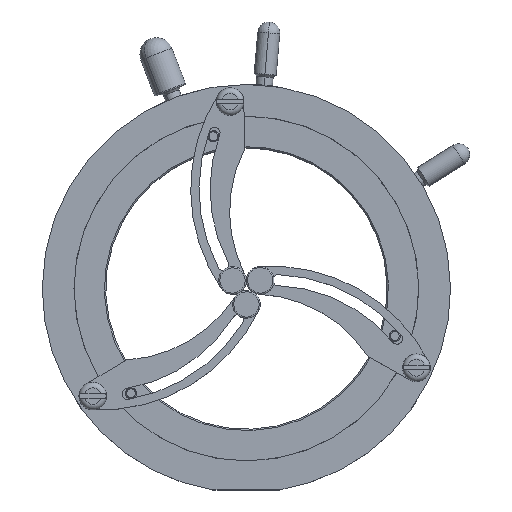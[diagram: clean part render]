
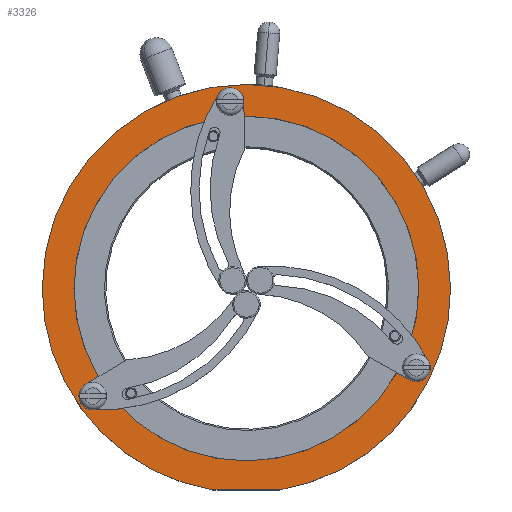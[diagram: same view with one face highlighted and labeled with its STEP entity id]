
A CAD part, top view. The second image highlights one B-rep face of the part: STEP entity #3326.
In plain terms, the highlighted planar face has unit normal (0, 0, 1).
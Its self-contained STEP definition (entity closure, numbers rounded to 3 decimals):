
#13 = FACE_BOUND ( 'NONE', #11452, .T. ) ;
#45 = CIRCLE ( 'NONE', #1986, 37. ) ;
#77 = DIRECTION ( 'NONE',  ( -1., 0., 0. ) ) ;
#109 = CARTESIAN_POINT ( 'NONE',  ( 30.814, 22.131, 8. ) ) ;
#147 = AXIS2_PLACEMENT_3D ( 'NONE', #6108, #8902, #525 ) ;
#471 = ORIENTED_EDGE ( 'NONE', *, *, #10035, .F. ) ;
#525 = DIRECTION ( 'NONE',  ( 1., 0., 0. ) ) ;
#650 = VERTEX_POINT ( 'NONE', #2574 ) ;
#1049 = EDGE_LOOP ( 'NONE', ( #9221, #5352, #8055, #8153 ) ) ;
#1052 = AXIS2_PLACEMENT_3D ( 'NONE', #5654, #3825, #3716 ) ;
#1076 = ORIENTED_EDGE ( 'NONE', *, *, #8048, .F. ) ;
#1098 = CARTESIAN_POINT ( 'NONE',  ( 0., 36.5, 8. ) ) ;
#1157 = CARTESIAN_POINT ( 'NONE',  ( -28.726, 18.514, 8. ) ) ;
#1177 = EDGE_CURVE ( 'NONE', #4241, #650, #11916, .T. ) ;
#1299 = AXIS2_PLACEMENT_3D ( 'NONE', #7025, #1418, #11795 ) ;
#1418 = DIRECTION ( 'NONE',  ( 0., 0., 1. ) ) ;
#1484 = EDGE_LOOP ( 'NONE', ( #6272, #9987 ) ) ;
#1536 = VECTOR ( 'NONE', #4082, 1000. ) ;
#1574 = CARTESIAN_POINT ( 'NONE',  ( 6.062, 0., 8. ) ) ;
#1617 = AXIS2_PLACEMENT_3D ( 'NONE', #11391, #8598, #2099 ) ;
#1649 = DIRECTION ( 'NONE',  ( 0., 0., -1. ) ) ;
#1692 = DIRECTION ( 'NONE',  ( 1., 0., 0. ) ) ;
#1708 = AXIS2_PLACEMENT_3D ( 'NONE', #7073, #10875, #9075 ) ;
#1986 = AXIS2_PLACEMENT_3D ( 'NONE', #1098, #5835, #6759 ) ;
#2099 = DIRECTION ( 'NONE',  ( -0.5, 0.866, 0. ) ) ;
#2110 = VERTEX_POINT ( 'NONE', #5775 ) ;
#2176 = CARTESIAN_POINT ( 'NONE',  ( 37., 36.5, 8. ) ) ;
#2318 = EDGE_CURVE ( 'NONE', #5528, #3679, #3843, .T. ) ;
#2325 = ORIENTED_EDGE ( 'NONE', *, *, #3117, .F. ) ;
#2392 = CIRCLE ( 'NONE', #12047, 1.75 ) ;
#2430 = DIRECTION ( 'NONE',  ( 0., 0., -1. ) ) ;
#2460 = DIRECTION ( 'NONE',  ( 1., 0., 0. ) ) ;
#2488 = ORIENTED_EDGE ( 'NONE', *, *, #10569, .F. ) ;
#2574 = CARTESIAN_POINT ( 'NONE',  ( -37., 36.5, 8. ) ) ;
#2627 = CARTESIAN_POINT ( 'NONE',  ( -6.062, 0., 8. ) ) ;
#2845 = VERTEX_POINT ( 'NONE', #5618 ) ;
#2897 = DIRECTION ( 'NONE',  ( 0., 0., 1. ) ) ;
#3001 = AXIS2_PLACEMENT_3D ( 'NONE', #9023, #8256, #2460 ) ;
#3113 = EDGE_CURVE ( 'NONE', #5909, #5579, #7779, .T. ) ;
#3117 = EDGE_CURVE ( 'NONE', #2110, #2845, #5147, .T. ) ;
#3281 = EDGE_CURVE ( 'NONE', #3679, #5528, #4394, .T. ) ;
#3326 = ADVANCED_FACE ( 'NONE', ( #9108, #13, #7185, #8199, #10096 ), #4491, .F. ) ;
#3679 = VERTEX_POINT ( 'NONE', #6205 ) ;
#3716 = DIRECTION ( 'NONE',  ( -0.5, 0.866, 0. ) ) ;
#3825 = DIRECTION ( 'NONE',  ( 0., 0., 1. ) ) ;
#3843 = CIRCLE ( 'NONE', #147, 31.25 ) ;
#3858 = CARTESIAN_POINT ( 'NONE',  ( -1.213, 70.371, 8. ) ) ;
#4041 = LINE ( 'NONE', #8768, #1536 ) ;
#4071 = EDGE_CURVE ( 'NONE', #650, #5909, #45, .T. ) ;
#4082 = DIRECTION ( 'NONE',  ( 1., 0., 0. ) ) ;
#4241 = VERTEX_POINT ( 'NONE', #2627 ) ;
#4331 = EDGE_CURVE ( 'NONE', #5664, #4435, #6009, .T. ) ;
#4387 = ORIENTED_EDGE ( 'NONE', *, *, #4331, .F. ) ;
#4394 = CIRCLE ( 'NONE', #11953, 31.25 ) ;
#4435 = VERTEX_POINT ( 'NONE', #1157 ) ;
#4446 = CARTESIAN_POINT ( 'NONE',  ( 0., 36.5, 8. ) ) ;
#4491 = PLANE ( 'NONE',  #7676 ) ;
#4642 = ORIENTED_EDGE ( 'NONE', *, *, #11033, .F. ) ;
#5147 = CIRCLE ( 'NONE', #1299, 1.75 ) ;
#5352 = ORIENTED_EDGE ( 'NONE', *, *, #10082, .T. ) ;
#5528 = VERTEX_POINT ( 'NONE', #11607 ) ;
#5579 = VERTEX_POINT ( 'NONE', #1574 ) ;
#5597 = CARTESIAN_POINT ( 'NONE',  ( -4.713, 70.371, 8. ) ) ;
#5618 = CARTESIAN_POINT ( 'NONE',  ( 31.689, 23.647, 8. ) ) ;
#5654 = CARTESIAN_POINT ( 'NONE',  ( -27.851, 16.998, 8. ) ) ;
#5664 = VERTEX_POINT ( 'NONE', #9143 ) ;
#5685 = CARTESIAN_POINT ( 'NONE',  ( 0., 36.5, 8. ) ) ;
#5775 = CARTESIAN_POINT ( 'NONE',  ( 29.939, 20.615, 8. ) ) ;
#5835 = DIRECTION ( 'NONE',  ( 0., 0., -1. ) ) ;
#5909 = VERTEX_POINT ( 'NONE', #2176 ) ;
#6009 = CIRCLE ( 'NONE', #1052, 1.75 ) ;
#6108 = CARTESIAN_POINT ( 'NONE',  ( 0., 36.5, 8. ) ) ;
#6109 = CARTESIAN_POINT ( 'NONE',  ( 0., 36.5, 8. ) ) ;
#6205 = CARTESIAN_POINT ( 'NONE',  ( 31.25, 36.5, 8. ) ) ;
#6272 = ORIENTED_EDGE ( 'NONE', *, *, #3281, .F. ) ;
#6324 = AXIS2_PLACEMENT_3D ( 'NONE', #6109, #2430, #7152 ) ;
#6557 = EDGE_LOOP ( 'NONE', ( #1076, #4642 ) ) ;
#6759 = DIRECTION ( 'NONE',  ( -1., 0., 0. ) ) ;
#6829 = CIRCLE ( 'NONE', #1617, 1.75 ) ;
#7025 = CARTESIAN_POINT ( 'NONE',  ( 30.814, 22.131, 8. ) ) ;
#7073 = CARTESIAN_POINT ( 'NONE',  ( -2.963, 70.371, 8. ) ) ;
#7152 = DIRECTION ( 'NONE',  ( -1., 0., 0. ) ) ;
#7185 = FACE_BOUND ( 'NONE', #11024, .T. ) ;
#7676 = AXIS2_PLACEMENT_3D ( 'NONE', #11910, #1649, #11955 ) ;
#7779 = CIRCLE ( 'NONE', #6324, 37. ) ;
#8048 = EDGE_CURVE ( 'NONE', #8350, #9719, #8854, .T. ) ;
#8055 = ORIENTED_EDGE ( 'NONE', *, *, #3113, .F. ) ;
#8153 = ORIENTED_EDGE ( 'NONE', *, *, #4071, .F. ) ;
#8199 = FACE_BOUND ( 'NONE', #6557, .T. ) ;
#8256 = DIRECTION ( 'NONE',  ( 0., 0., 1. ) ) ;
#8262 = DIRECTION ( 'NONE',  ( 0., 0., 1. ) ) ;
#8350 = VERTEX_POINT ( 'NONE', #3858 ) ;
#8410 = CIRCLE ( 'NONE', #1708, 1.75 ) ;
#8598 = DIRECTION ( 'NONE',  ( 0., 0., 1. ) ) ;
#8768 = CARTESIAN_POINT ( 'NONE',  ( 15.885, 0., 8. ) ) ;
#8854 = CIRCLE ( 'NONE', #3001, 1.75 ) ;
#8902 = DIRECTION ( 'NONE',  ( 0., 0., 1. ) ) ;
#9023 = CARTESIAN_POINT ( 'NONE',  ( -2.963, 70.371, 8. ) ) ;
#9075 = DIRECTION ( 'NONE',  ( 1., 0., 0. ) ) ;
#9108 = FACE_BOUND ( 'NONE', #1484, .T. ) ;
#9143 = CARTESIAN_POINT ( 'NONE',  ( -26.976, 15.483, 8. ) ) ;
#9221 = ORIENTED_EDGE ( 'NONE', *, *, #1177, .F. ) ;
#9363 = DIRECTION ( 'NONE',  ( 0., 0., -1. ) ) ;
#9432 = DIRECTION ( 'NONE',  ( -0.5, -0.866, 0. ) ) ;
#9719 = VERTEX_POINT ( 'NONE', #5597 ) ;
#9987 = ORIENTED_EDGE ( 'NONE', *, *, #2318, .F. ) ;
#10035 = EDGE_CURVE ( 'NONE', #4435, #5664, #6829, .T. ) ;
#10082 = EDGE_CURVE ( 'NONE', #4241, #5579, #4041, .T. ) ;
#10096 = FACE_OUTER_BOUND ( 'NONE', #1049, .T. ) ;
#10569 = EDGE_CURVE ( 'NONE', #2845, #2110, #2392, .T. ) ;
#10875 = DIRECTION ( 'NONE',  ( 0., 0., 1. ) ) ;
#10918 = AXIS2_PLACEMENT_3D ( 'NONE', #5685, #9363, #77 ) ;
#11024 = EDGE_LOOP ( 'NONE', ( #471, #4387 ) ) ;
#11033 = EDGE_CURVE ( 'NONE', #9719, #8350, #8410, .T. ) ;
#11391 = CARTESIAN_POINT ( 'NONE',  ( -27.851, 16.998, 8. ) ) ;
#11452 = EDGE_LOOP ( 'NONE', ( #2325, #2488 ) ) ;
#11607 = CARTESIAN_POINT ( 'NONE',  ( -31.25, 36.5, 8. ) ) ;
#11795 = DIRECTION ( 'NONE',  ( -0.5, -0.866, 0. ) ) ;
#11910 = CARTESIAN_POINT ( 'NONE',  ( 0., 36.5, 8. ) ) ;
#11916 = CIRCLE ( 'NONE', #10918, 37. ) ;
#11953 = AXIS2_PLACEMENT_3D ( 'NONE', #4446, #8262, #1692 ) ;
#11955 = DIRECTION ( 'NONE',  ( -1., 0., 0. ) ) ;
#12047 = AXIS2_PLACEMENT_3D ( 'NONE', #109, #2897, #9432 ) ;
